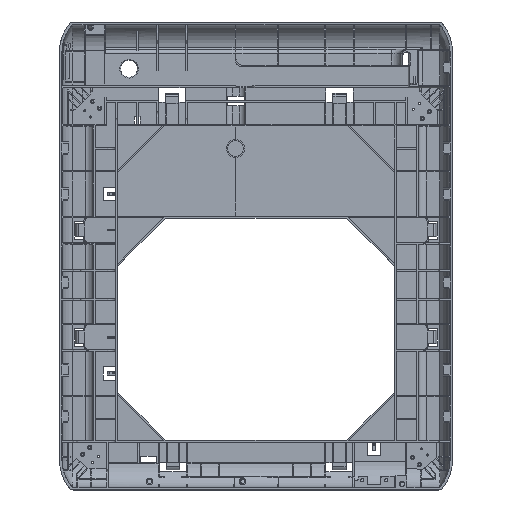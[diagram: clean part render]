
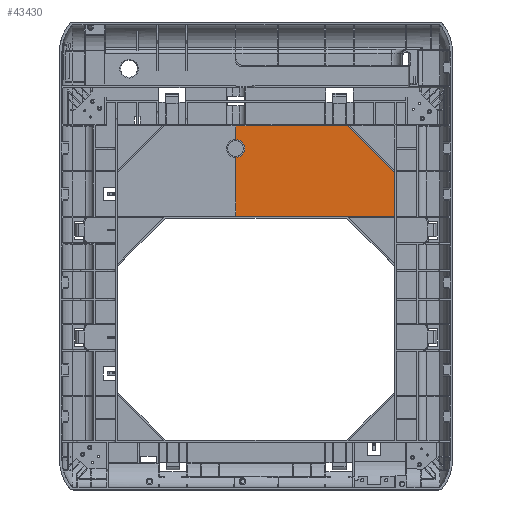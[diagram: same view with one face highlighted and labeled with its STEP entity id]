
A CAD part, top view. The second image highlights one B-rep face of the part: STEP entity #43430.
In plain terms, the highlighted planar face has unit normal (0, 0, 1).
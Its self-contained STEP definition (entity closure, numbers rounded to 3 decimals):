
#1608=CIRCLE('',#46474,10.75);
#3338=FACE_OUTER_BOUND('',#5683,.T.);
#5683=EDGE_LOOP('',(#37032,#37033,#37034,#37035,#37036,#37037,#37038,#37039));
#10730=LINE('',#71118,#15973);
#10731=LINE('',#71120,#15974);
#10732=LINE('',#71122,#15975);
#10733=LINE('',#71124,#15976);
#10734=LINE('',#71128,#15977);
#10735=LINE('',#71130,#15978);
#10736=LINE('',#71131,#15979);
#15973=VECTOR('',#56467,10.);
#15974=VECTOR('',#56468,10.);
#15975=VECTOR('',#56469,10.);
#15976=VECTOR('',#56470,10.);
#15977=VECTOR('',#56473,10.);
#15978=VECTOR('',#56474,10.);
#15979=VECTOR('',#56475,10.);
#20554=VERTEX_POINT('',#71116);
#20555=VERTEX_POINT('',#71117);
#20556=VERTEX_POINT('',#71119);
#20557=VERTEX_POINT('',#71121);
#20558=VERTEX_POINT('',#71123);
#20559=VERTEX_POINT('',#71125);
#20560=VERTEX_POINT('',#71127);
#20561=VERTEX_POINT('',#71129);
#26397=EDGE_CURVE('',#20554,#20555,#10730,.T.);
#26398=EDGE_CURVE('',#20554,#20556,#10731,.T.);
#26399=EDGE_CURVE('',#20557,#20556,#10732,.T.);
#26400=EDGE_CURVE('',#20557,#20558,#10733,.T.);
#26401=EDGE_CURVE('',#20558,#20559,#1608,.T.);
#26402=EDGE_CURVE('',#20559,#20560,#10734,.T.);
#26403=EDGE_CURVE('',#20561,#20560,#10735,.T.);
#26404=EDGE_CURVE('',#20561,#20555,#10736,.T.);
#37032=ORIENTED_EDGE('',*,*,#26397,.F.);
#37033=ORIENTED_EDGE('',*,*,#26398,.T.);
#37034=ORIENTED_EDGE('',*,*,#26399,.F.);
#37035=ORIENTED_EDGE('',*,*,#26400,.T.);
#37036=ORIENTED_EDGE('',*,*,#26401,.T.);
#37037=ORIENTED_EDGE('',*,*,#26402,.T.);
#37038=ORIENTED_EDGE('',*,*,#26403,.F.);
#37039=ORIENTED_EDGE('',*,*,#26404,.T.);
#41344=PLANE('',#46473);
#43430=ADVANCED_FACE('',(#3338),#41344,.T.);
#46473=AXIS2_PLACEMENT_3D('',#71115,#56465,#56466);
#46474=AXIS2_PLACEMENT_3D('',#71126,#56471,#56472);
#56465=DIRECTION('center_axis',(0.,0.,1.));
#56466=DIRECTION('ref_axis',(1.,0.,0.));
#56467=DIRECTION('',(0.714,-0.7,0.));
#56468=DIRECTION('',(-1.,0.,0.));
#56469=DIRECTION('',(0.,1.,0.));
#56470=DIRECTION('',(1.,0.006,0.));
#56471=DIRECTION('center_axis',(0.,0.,-1.));
#56472=DIRECTION('ref_axis',(0.05,0.999,0.));
#56473=DIRECTION('',(0.,-1.,0.));
#56474=DIRECTION('',(-1.,0.,0.));
#56475=DIRECTION('',(0.,1.,0.));
#71115=CARTESIAN_POINT('Origin',(0.,-1.8,15.75));
#71116=CARTESIAN_POINT('',(108.359,153.5,15.75));
#71117=CARTESIAN_POINT('',(164.5,98.398,15.75));
#71118=CARTESIAN_POINT('',(119.581,142.486,15.75));
#71119=CARTESIAN_POINT('',(-23.8,153.5,15.75));
#71120=CARTESIAN_POINT('',(-11.9,153.5,15.75));
#71121=CARTESIAN_POINT('',(-23.8,137.486,15.75));
#71122=CARTESIAN_POINT('',(-23.8,22.1,15.75));
#71123=CARTESIAN_POINT('',(-23.764,137.487,15.75));
#71124=CARTESIAN_POINT('',(-12.298,137.555,15.75));
#71125=CARTESIAN_POINT('',(-23.8,116.012,15.75));
#71126=CARTESIAN_POINT('Origin',(-24.3,126.75,15.75));
#71127=CARTESIAN_POINT('',(-23.8,46.,15.75));
#71128=CARTESIAN_POINT('',(-23.8,22.1,15.75));
#71129=CARTESIAN_POINT('',(164.5,46.,15.75));
#71130=CARTESIAN_POINT('',(-53.75,46.,15.75));
#71131=CARTESIAN_POINT('',(164.5,48.6,15.75));
